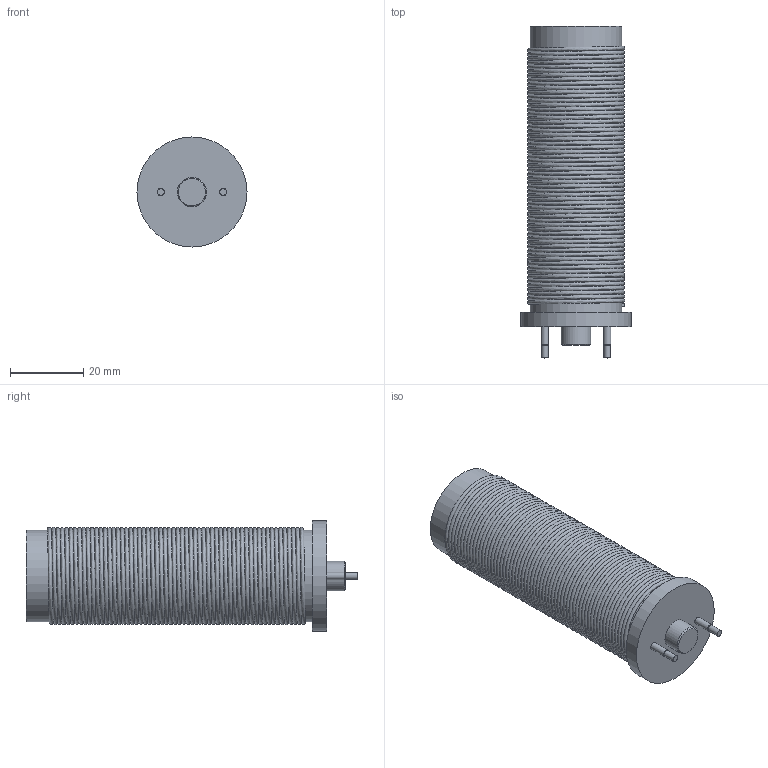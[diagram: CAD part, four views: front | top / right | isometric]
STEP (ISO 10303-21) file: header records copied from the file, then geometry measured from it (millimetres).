
FILE_DESCRIPTION(/* description */ (''),/* implementation_level */ '2;1');
FILE_NAME(/* name */ 'Inductor_m.step',/* time_stamp */ '2022-11-24T18:18:38+02:00',/* author */ (''),/* organization */ (''),/* preprocessor_version */ 'ST-DEVELOPER v19.2',/* originating_system */ 'Autodesk Translation Framework v11.17.0.187',/* authorisation */ '');
FILE_SCHEMA (('AUTOMOTIVE_DESIGN { 1 0 10303 214 3 1 1 }'));
Length unit declared in the file: millimetre
Products named in the file (6): (Unsaved); Sockel v3; Fuehrungsbolzen v2; Kontaktstift v1; Rolle v2; Inductor v1
Assembly tree (7 placements, depth 2):
  (Unsaved)
    Sockel v3
    Fuehrungsbolzen v2
    Kontaktstift v1  x2
    Rolle v2
    Inductor v1  x2
Bounding box: 30 x 90.5 x 30 mm (x, y, z)
Volume: 16720.7 mm3; surface area: 29278.7 mm2
Topology: 7 solids, 7 shells, 39 faces, 58 edges, 36 vertices
Faces by surface type: plane 17, cylinder 14, cone 6, bspline 2
Full cylindrical faces by diameter (mm): 1 x2, 1.8 x2, 2 x4, 8 x2, 21.7 x2, 25 x1, 30 x1
Entity records: 5127 total; most frequent: CARTESIAN_POINT 4374, DIRECTION 145, ORIENTED_EDGE 86, AXIS2_PLACEMENT_3D 65, EDGE_CURVE 43, EDGE_LOOP 38, FACE_OUTER_BOUND 28, ADVANCED_FACE 28
